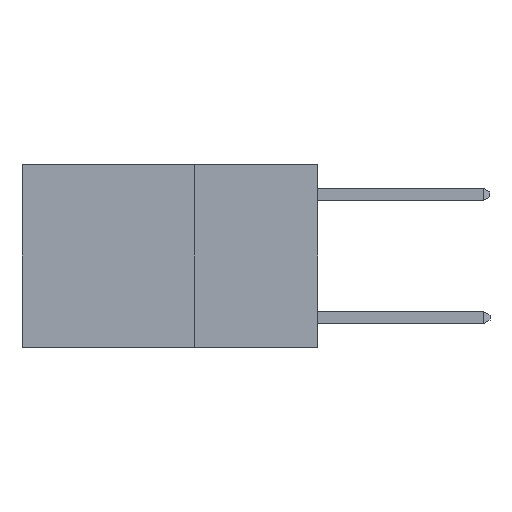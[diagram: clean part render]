
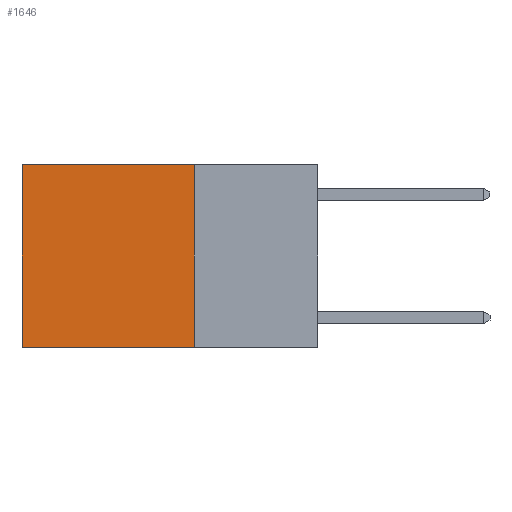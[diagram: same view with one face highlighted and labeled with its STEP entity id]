
A CAD part, left-side view. The second image highlights one B-rep face of the part: STEP entity #1646.
In plain terms, the highlighted planar face has unit normal (-1, 0, 0).
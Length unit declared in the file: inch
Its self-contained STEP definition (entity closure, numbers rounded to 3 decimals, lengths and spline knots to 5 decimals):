
#361 = VERTEX_POINT ( 'NONE', #1990 ) ;
#682 = EDGE_CURVE ( 'NONE', #361, #5920, #4370, .T. ) ;
#1646 = ADVANCED_FACE ( 'NONE', ( #7654 ), #2923, .F. ) ;
#1900 = LINE ( 'NONE', #6042, #5217 ) ;
#1990 = CARTESIAN_POINT ( 'NONE',  ( 0.2625, 0.6, 0. ) ) ;
#2168 = ORIENTED_EDGE ( 'NONE', *, *, #682, .T. ) ;
#2735 = DIRECTION ( 'NONE',  ( 0., 1., 0. ) ) ;
#2744 = DIRECTION ( 'NONE',  ( 0., 0., -1. ) ) ;
#2921 = VECTOR ( 'NONE', #3890, 39.37008 ) ;
#2923 = PLANE ( 'NONE',  #7963 ) ;
#2932 = VERTEX_POINT ( 'NONE', #8288 ) ;
#2948 = CARTESIAN_POINT ( 'NONE',  ( 0.2625, 0.25, 0. ) ) ;
#2985 = DIRECTION ( 'NONE',  ( 0., 0., -1. ) ) ;
#3004 = DIRECTION ( 'NONE',  ( 1., 0., 0. ) ) ;
#3633 = CARTESIAN_POINT ( 'NONE',  ( 0.2625, 0.25, 0. ) ) ;
#3890 = DIRECTION ( 'NONE',  ( 0., 0., -1. ) ) ;
#3936 = ORIENTED_EDGE ( 'NONE', *, *, #6714, .F. ) ;
#4290 = DIRECTION ( 'NONE',  ( 0., 1., 0. ) ) ;
#4370 = LINE ( 'NONE', #6354, #7666 ) ;
#4421 = ORIENTED_EDGE ( 'NONE', *, *, #6282, .T. ) ;
#4584 = ORIENTED_EDGE ( 'NONE', *, *, #7927, .F. ) ;
#4604 = CARTESIAN_POINT ( 'NONE',  ( 0.2625, 0.6, -0.37 ) ) ;
#4693 = LINE ( 'NONE', #6483, #2921 ) ;
#5217 = VECTOR ( 'NONE', #2735, 39.37008 ) ;
#5631 = VECTOR ( 'NONE', #4290, 39.37008 ) ;
#5855 = LINE ( 'NONE', #3633, #5631 ) ;
#5920 = VERTEX_POINT ( 'NONE', #4604 ) ;
#6042 = CARTESIAN_POINT ( 'NONE',  ( 0.2625, 0.25, -0.37 ) ) ;
#6282 = EDGE_CURVE ( 'NONE', #2932, #361, #5855, .T. ) ;
#6354 = CARTESIAN_POINT ( 'NONE',  ( 0.2625, 0.6, 0. ) ) ;
#6483 = CARTESIAN_POINT ( 'NONE',  ( 0.2625, 0.25, 0. ) ) ;
#6714 = EDGE_CURVE ( 'NONE', #7729, #5920, #1900, .T. ) ;
#7654 = FACE_OUTER_BOUND ( 'NONE', #8541, .T. ) ;
#7658 = CARTESIAN_POINT ( 'NONE',  ( 0.2625, 0.25, -0.37 ) ) ;
#7666 = VECTOR ( 'NONE', #2744, 39.37008 ) ;
#7729 = VERTEX_POINT ( 'NONE', #7658 ) ;
#7927 = EDGE_CURVE ( 'NONE', #2932, #7729, #4693, .T. ) ;
#7963 = AXIS2_PLACEMENT_3D ( 'NONE', #2948, #3004, #2985 ) ;
#8288 = CARTESIAN_POINT ( 'NONE',  ( 0.2625, 0.25, 0. ) ) ;
#8541 = EDGE_LOOP ( 'NONE', ( #2168, #3936, #4584, #4421 ) ) ;
